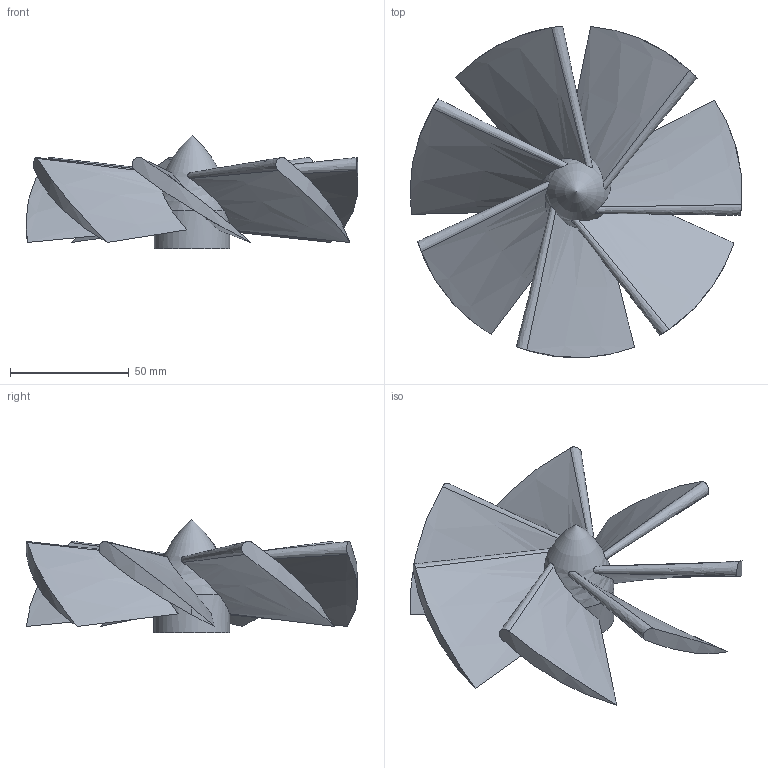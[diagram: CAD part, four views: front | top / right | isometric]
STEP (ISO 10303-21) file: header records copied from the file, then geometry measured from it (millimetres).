
FILE_DESCRIPTION(('HOOPS Exchange Step'),'2;1');
FILE_NAME('temp_export','2024-11-21T21:07:57+19:00',('tomgrant'),('Shapr3D Limited'),'HOOPS Exchange 2023.1','Shapr3D','Authorized');
FILE_SCHEMA( ('AUTOMOTIVE_DESIGN { 1 0 10303 214 1 1 1 1 }') );
Length unit declared in the file: millimetre
Products named in the file (1): root
Bounding box: 139.98 x 139.76 x 48 mm (x, y, z)
Volume: 90552.4 mm3; surface area: 44805.3 mm2
Topology: 1 solids, 1 shells, 36 faces, 104 edges, 70 vertices
Faces by surface type: bspline 21, cylinder 11, torus 2, plane 2
Full cylindrical faces by diameter (mm): 28 x1, 32 x1
Entity records: 3160 total; most frequent: CARTESIAN_POINT 2358, ORIENTED_EDGE 206, EDGE_CURVE 103, DIRECTION 89, VERTEX_POINT 70, B_SPLINE_CURVE_WITH_KNOTS 62, EDGE_LOOP 37, FACE_BOUND 37
